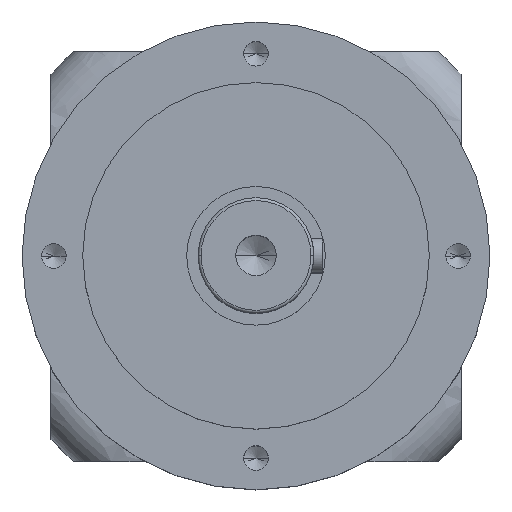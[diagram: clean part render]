
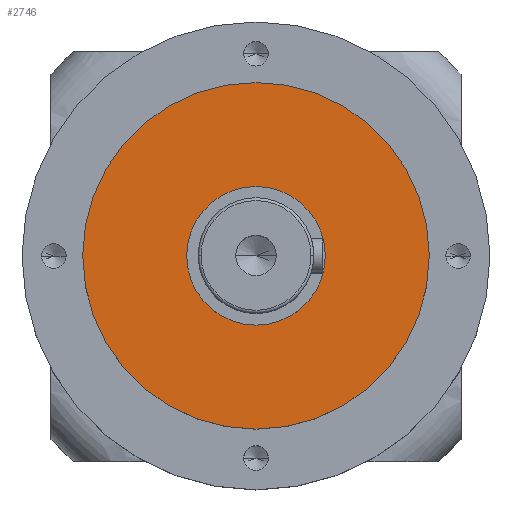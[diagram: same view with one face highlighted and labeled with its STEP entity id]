
A CAD part, top view. The second image highlights one B-rep face of the part: STEP entity #2746.
In plain terms, the highlighted planar face has unit normal (0, 0, 1).
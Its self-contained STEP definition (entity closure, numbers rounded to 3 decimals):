
#100 = VERTEX_POINT ( 'NONE', #8537 ) ;
#105 = CARTESIAN_POINT ( 'NONE',  ( -24., 0., -82. ) ) ;
#215 = CARTESIAN_POINT ( 'NONE',  ( 0., 60., -82. ) ) ;
#408 = DIRECTION ( 'NONE',  ( 0., 0., -1. ) ) ;
#441 = DIRECTION ( 'NONE',  ( 0., 0., 1. ) ) ;
#1438 = FACE_BOUND ( 'NONE', #3883, .T. ) ;
#1497 = CARTESIAN_POINT ( 'NONE',  ( 0., 0., -82. ) ) ;
#1608 = VERTEX_POINT ( 'NONE', #105 ) ;
#2214 = CIRCLE ( 'NONE', #4851, 24. ) ;
#2284 = DIRECTION ( 'NONE',  ( 1., 0., 0. ) ) ;
#2688 = ORIENTED_EDGE ( 'NONE', *, *, #8034, .T. ) ;
#2746 = ADVANCED_FACE ( 'NONE', ( #1438, #4655 ), #7556, .F. ) ;
#3294 = DIRECTION ( 'NONE',  ( 1., 0., 0. ) ) ;
#3690 = DIRECTION ( 'NONE',  ( -1., 0., 0. ) ) ;
#3874 = ORIENTED_EDGE ( 'NONE', *, *, #4065, .F. ) ;
#3883 = EDGE_LOOP ( 'NONE', ( #6021, #3874 ) ) ;
#4065 = EDGE_CURVE ( 'NONE', #1608, #7541, #5860, .T. ) ;
#4129 = AXIS2_PLACEMENT_3D ( 'NONE', #4176, #441, #3294 ) ;
#4176 = CARTESIAN_POINT ( 'NONE',  ( 0., 0., -82. ) ) ;
#4265 = AXIS2_PLACEMENT_3D ( 'NONE', #9602, #9616, #9623 ) ;
#4324 = CARTESIAN_POINT ( 'NONE',  ( -60., 0., -82. ) ) ;
#4600 = DIRECTION ( 'NONE',  ( 1., 0., 0. ) ) ;
#4655 = FACE_OUTER_BOUND ( 'NONE', #9204, .T. ) ;
#4851 = AXIS2_PLACEMENT_3D ( 'NONE', #8004, #5559, #4600 ) ;
#5000 = ORIENTED_EDGE ( 'NONE', *, *, #5766, .T. ) ;
#5111 = EDGE_CURVE ( 'NONE', #7541, #1608, #2214, .T. ) ;
#5559 = DIRECTION ( 'NONE',  ( 0., 0., 1. ) ) ;
#5766 = EDGE_CURVE ( 'NONE', #100, #6985, #8716, .T. ) ;
#5860 = CIRCLE ( 'NONE', #4265, 24. ) ;
#6021 = ORIENTED_EDGE ( 'NONE', *, *, #5111, .F. ) ;
#6054 = CIRCLE ( 'NONE', #8847, 60. ) ;
#6652 = CARTESIAN_POINT ( 'NONE',  ( 24., 0., -82. ) ) ;
#6699 = DIRECTION ( 'NONE',  ( 0., 0., 1. ) ) ;
#6985 = VERTEX_POINT ( 'NONE', #4324 ) ;
#7426 = AXIS2_PLACEMENT_3D ( 'NONE', #215, #408, #3690 ) ;
#7541 = VERTEX_POINT ( 'NONE', #6652 ) ;
#7556 = PLANE ( 'NONE',  #7426 ) ;
#8004 = CARTESIAN_POINT ( 'NONE',  ( 0., 0., -82. ) ) ;
#8034 = EDGE_CURVE ( 'NONE', #6985, #100, #6054, .T. ) ;
#8537 = CARTESIAN_POINT ( 'NONE',  ( 60., 0., -82. ) ) ;
#8716 = CIRCLE ( 'NONE', #4129, 60. ) ;
#8847 = AXIS2_PLACEMENT_3D ( 'NONE', #1497, #6699, #2284 ) ;
#9204 = EDGE_LOOP ( 'NONE', ( #5000, #2688 ) ) ;
#9602 = CARTESIAN_POINT ( 'NONE',  ( 0., 0., -82. ) ) ;
#9616 = DIRECTION ( 'NONE',  ( 0., 0., 1. ) ) ;
#9623 = DIRECTION ( 'NONE',  ( 1., 0., 0. ) ) ;
